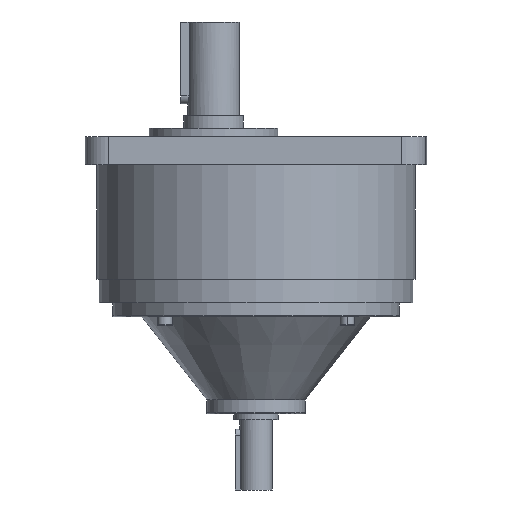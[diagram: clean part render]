
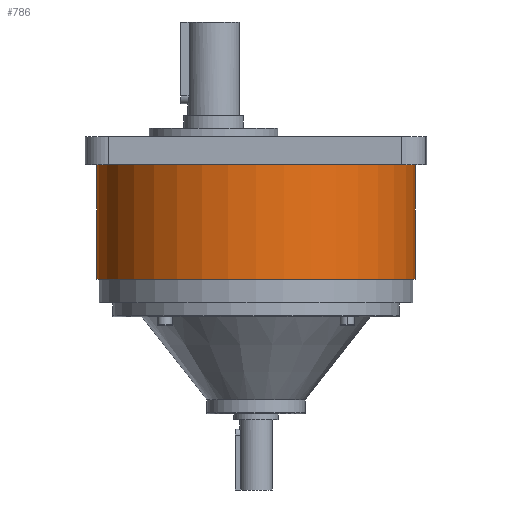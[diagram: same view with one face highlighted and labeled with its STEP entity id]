
A CAD part, left-side view. The second image highlights one B-rep face of the part: STEP entity #786.
In plain terms, the highlighted cylindrical face has radius 68 mm (diameter 136 mm), a partial arc.
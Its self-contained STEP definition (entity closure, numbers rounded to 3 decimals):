
#27 = ORIENTED_EDGE ( 'NONE', *, *, #2763, .F. ) ;
#120 = DIRECTION ( 'NONE',  ( 0., 0., 1. ) ) ;
#171 = EDGE_CURVE ( 'NONE', #2156, #1898, #2874, .T. ) ;
#176 = DIRECTION ( 'NONE',  ( 0., -1., 0. ) ) ;
#456 = CARTESIAN_POINT ( 'NONE',  ( 0., 49.8, -61. ) ) ;
#560 = CIRCLE ( 'NONE', #2080, 68. ) ;
#650 = CARTESIAN_POINT ( 'NONE',  ( 0., -18.2, -61. ) ) ;
#658 = EDGE_LOOP ( 'NONE', ( #3386, #3620, #2707, #27 ) ) ;
#779 = VERTEX_POINT ( 'NONE', #1050 ) ;
#786 = ADVANCED_FACE ( 'NONE', ( #1888 ), #836, .T. ) ;
#836 = CYLINDRICAL_SURFACE ( 'NONE', #2462, 68. ) ;
#838 = CARTESIAN_POINT ( 'NONE',  ( 0., -86.2, -12. ) ) ;
#841 = DIRECTION ( 'NONE',  ( 0., -1., 0. ) ) ;
#1050 = CARTESIAN_POINT ( 'NONE',  ( 0., 49.8, -12. ) ) ;
#1107 = DIRECTION ( 'NONE',  ( 0., 0., 1. ) ) ;
#1275 = CARTESIAN_POINT ( 'NONE',  ( 0., -86.2, -12. ) ) ;
#1532 = CARTESIAN_POINT ( 'NONE',  ( 0., 49.8, -12. ) ) ;
#1781 = DIRECTION ( 'NONE',  ( 0., 0., 1. ) ) ;
#1888 = FACE_OUTER_BOUND ( 'NONE', #658, .T. ) ;
#1898 = VERTEX_POINT ( 'NONE', #838 ) ;
#2012 = AXIS2_PLACEMENT_3D ( 'NONE', #3091, #1107, #841 ) ;
#2080 = AXIS2_PLACEMENT_3D ( 'NONE', #650, #1781, #3182 ) ;
#2132 = DIRECTION ( 'NONE',  ( 0., 0., 1. ) ) ;
#2156 = VERTEX_POINT ( 'NONE', #2177 ) ;
#2177 = CARTESIAN_POINT ( 'NONE',  ( 0., -86.2, -61. ) ) ;
#2462 = AXIS2_PLACEMENT_3D ( 'NONE', #2971, #2132, #176 ) ;
#2664 = VECTOR ( 'NONE', #2989, 1000. ) ;
#2707 = ORIENTED_EDGE ( 'NONE', *, *, #171, .T. ) ;
#2763 = EDGE_CURVE ( 'NONE', #779, #1898, #2858, .T. ) ;
#2858 = CIRCLE ( 'NONE', #2012, 68. ) ;
#2874 = LINE ( 'NONE', #1275, #2664 ) ;
#2963 = EDGE_CURVE ( 'NONE', #3071, #2156, #560, .T. ) ;
#2971 = CARTESIAN_POINT ( 'NONE',  ( 0., -18.2, -12. ) ) ;
#2989 = DIRECTION ( 'NONE',  ( 0., 0., 1. ) ) ;
#3071 = VERTEX_POINT ( 'NONE', #456 ) ;
#3091 = CARTESIAN_POINT ( 'NONE',  ( 0., -18.2, -12. ) ) ;
#3106 = VECTOR ( 'NONE', #120, 1000. ) ;
#3182 = DIRECTION ( 'NONE',  ( 0., -1., 0. ) ) ;
#3386 = ORIENTED_EDGE ( 'NONE', *, *, #3470, .F. ) ;
#3470 = EDGE_CURVE ( 'NONE', #3071, #779, #3623, .T. ) ;
#3620 = ORIENTED_EDGE ( 'NONE', *, *, #2963, .T. ) ;
#3623 = LINE ( 'NONE', #1532, #3106 ) ;
